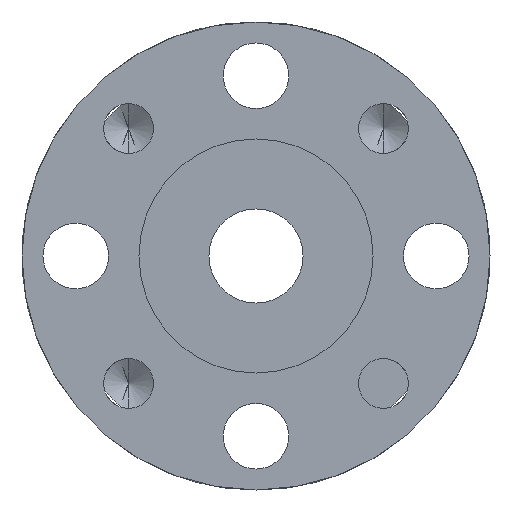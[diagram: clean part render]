
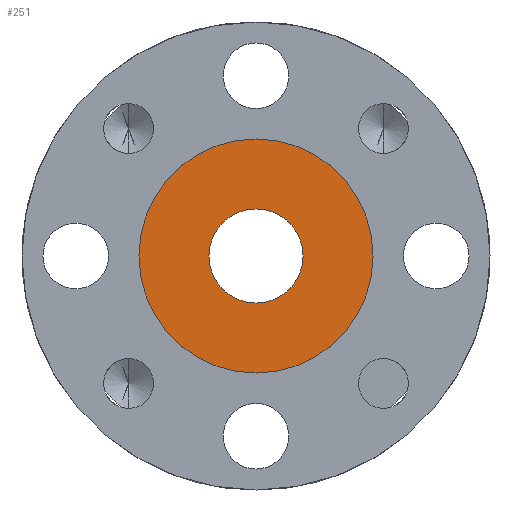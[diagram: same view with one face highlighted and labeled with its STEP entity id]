
A CAD part, front view. The second image highlights one B-rep face of the part: STEP entity #251.
In plain terms, the highlighted planar face has unit normal (0, -1, 0).
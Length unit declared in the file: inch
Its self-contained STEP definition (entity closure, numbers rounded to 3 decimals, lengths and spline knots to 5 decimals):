
#22 = CARTESIAN_POINT ( 'NONE',  ( 0., 0.275, 0. ) ) ;
#27 = PLANE ( 'NONE',  #1433 ) ;
#55 = CARTESIAN_POINT ( 'NONE',  ( 0., 0.275, -0.25 ) ) ;
#175 = DIRECTION ( 'NONE',  ( 0., -1., 0. ) ) ;
#220 = DIRECTION ( 'NONE',  ( 0., -1., 0. ) ) ;
#251 = ADVANCED_FACE ( 'NONE', ( #538, #611 ), #27, .T. ) ;
#329 = VERTEX_POINT ( 'NONE', #2308 ) ;
#417 = ORIENTED_EDGE ( 'NONE', *, *, #2391, .T. ) ;
#538 = FACE_BOUND ( 'NONE', #2149, .T. ) ;
#611 = FACE_OUTER_BOUND ( 'NONE', #1305, .T. ) ;
#632 = VERTEX_POINT ( 'NONE', #2253 ) ;
#841 = CIRCLE ( 'NONE', #1938, 0.1005 ) ;
#844 = ORIENTED_EDGE ( 'NONE', *, *, #956, .F. ) ;
#890 = CIRCLE ( 'NONE', #1440, 0.1005 ) ;
#914 = CARTESIAN_POINT ( 'NONE',  ( 0., 0.275, 0. ) ) ;
#931 = VERTEX_POINT ( 'NONE', #55 ) ;
#956 = EDGE_CURVE ( 'NONE', #329, #632, #841, .T. ) ;
#1009 = DIRECTION ( 'NONE',  ( 0., 0., -1. ) ) ;
#1132 = DIRECTION ( 'NONE',  ( 0., 0., -1. ) ) ;
#1225 = AXIS2_PLACEMENT_3D ( 'NONE', #22, #1954, #1257 ) ;
#1257 = DIRECTION ( 'NONE',  ( 0., 0., -1. ) ) ;
#1305 = EDGE_LOOP ( 'NONE', ( #2432, #417 ) ) ;
#1383 = CIRCLE ( 'NONE', #2652, 0.25 ) ;
#1433 = AXIS2_PLACEMENT_3D ( 'NONE', #1520, #1856, #1009 ) ;
#1440 = AXIS2_PLACEMENT_3D ( 'NONE', #1494, #220, #1703 ) ;
#1448 = CARTESIAN_POINT ( 'NONE',  ( 0., 0.275, 0. ) ) ;
#1494 = CARTESIAN_POINT ( 'NONE',  ( 0., 0.275, 0. ) ) ;
#1520 = CARTESIAN_POINT ( 'NONE',  ( 0., 0.275, 0. ) ) ;
#1663 = DIRECTION ( 'NONE',  ( 0., 0., -1. ) ) ;
#1703 = DIRECTION ( 'NONE',  ( 0., 0., -1. ) ) ;
#1850 = EDGE_CURVE ( 'NONE', #632, #329, #890, .T. ) ;
#1856 = DIRECTION ( 'NONE',  ( 0., -1., 0. ) ) ;
#1900 = ORIENTED_EDGE ( 'NONE', *, *, #1850, .F. ) ;
#1938 = AXIS2_PLACEMENT_3D ( 'NONE', #914, #2368, #1132 ) ;
#1954 = DIRECTION ( 'NONE',  ( 0., -1., 0. ) ) ;
#2149 = EDGE_LOOP ( 'NONE', ( #1900, #844 ) ) ;
#2162 = CIRCLE ( 'NONE', #1225, 0.25 ) ;
#2253 = CARTESIAN_POINT ( 'NONE',  ( 0., 0.275, -0.1005 ) ) ;
#2302 = EDGE_CURVE ( 'NONE', #931, #2670, #1383, .T. ) ;
#2308 = CARTESIAN_POINT ( 'NONE',  ( 0., 0.275, 0.1005 ) ) ;
#2368 = DIRECTION ( 'NONE',  ( 0., -1., 0. ) ) ;
#2391 = EDGE_CURVE ( 'NONE', #2670, #931, #2162, .T. ) ;
#2432 = ORIENTED_EDGE ( 'NONE', *, *, #2302, .T. ) ;
#2523 = CARTESIAN_POINT ( 'NONE',  ( 0., 0.275, 0.25 ) ) ;
#2652 = AXIS2_PLACEMENT_3D ( 'NONE', #1448, #175, #1663 ) ;
#2670 = VERTEX_POINT ( 'NONE', #2523 ) ;
